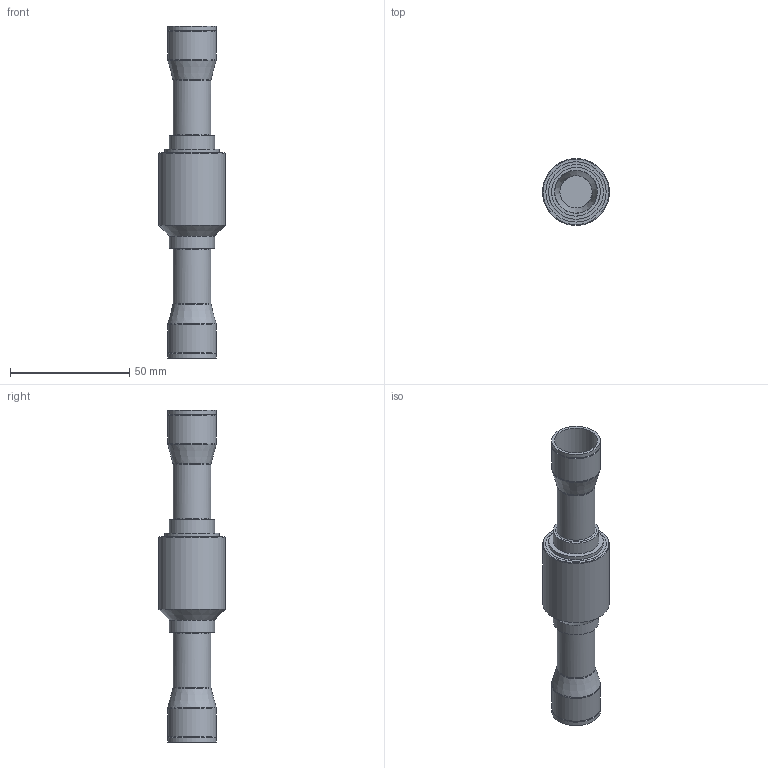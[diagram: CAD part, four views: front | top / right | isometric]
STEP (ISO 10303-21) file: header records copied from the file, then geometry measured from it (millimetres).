
FILE_DESCRIPTION((''),'2;1');
FILE_NAME('WEB020-9119.step','2013-02-26T08:59:04',(''),(''),'Autodesk Inventor 2012','Autodesk Inventor 2012','');
FILE_SCHEMA(('AUTOMOTIVE_DESIGN { 1 2 10303 214 0 1 1 1 }'));
Length unit declared in the file: millimetre
Products named in the file (1): WEB020-9119
Bounding box: 28 x 28 x 139 mm (x, y, z)
Volume: 36810.6 mm3; surface area: 13307.9 mm2
Topology: 1 solids, 1 shells, 42 faces, 75 edges, 43 vertices
Faces by surface type: cylinder 14, torus 12, plane 10, cone 6
Full cylindrical faces by diameter (mm): 15.875 x2, 15.88 x2, 18 x2, 19 x2, 20.4 x4, 22.9 x1, 28 x1
Entity records: 916 total; most frequent: DIRECTION 168, CARTESIAN_POINT 125, AXIS2_PLACEMENT_3D 84, ORIENTED_EDGE 82, EDGE_LOOP 82, FACE_OUTER_BOUND 42, ADVANCED_FACE 42, VERTEX_POINT 41
